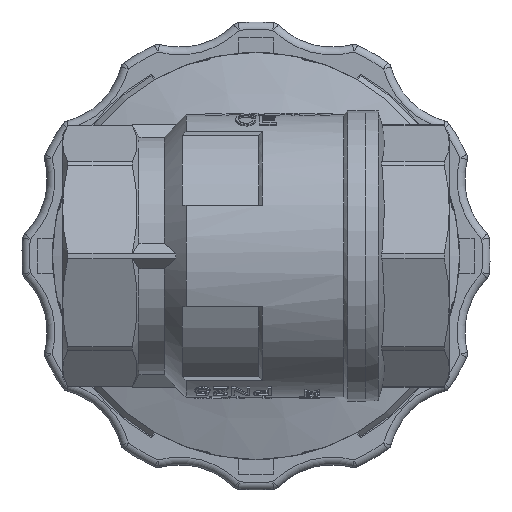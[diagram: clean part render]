
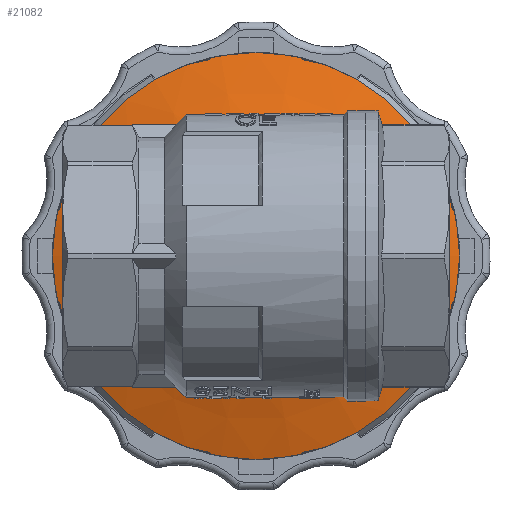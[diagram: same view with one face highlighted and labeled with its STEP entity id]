
A CAD part, front view. The second image highlights one B-rep face of the part: STEP entity #21082.
In plain terms, the highlighted conical face has half-angle 73.56 degrees and reference radius 32.375 mm.
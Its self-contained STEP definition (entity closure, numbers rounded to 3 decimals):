
#186=CONICAL_SURFACE('',#22888,32.375,1.284);
#6000=ORIENTED_EDGE('',*,*,#12035,.F.);
#6001=ORIENTED_EDGE('',*,*,#12034,.T.);
#12034=EDGE_CURVE('',#15120,#15120,#17305,.T.);
#12035=EDGE_CURVE('',#15121,#15121,#17306,.T.);
#15120=VERTEX_POINT('',#31676);
#15121=VERTEX_POINT('',#31679);
#17305=CIRCLE('',#22887,24.75);
#17306=CIRCLE('',#22889,40.);
#18099=EDGE_LOOP('',(#6000));
#18100=EDGE_LOOP('',(#6001));
#19489=FACE_BOUND('',#18099,.T.);
#19490=FACE_BOUND('',#18100,.T.);
#21082=ADVANCED_FACE('',(#19489,#19490),#186,.T.);
#22887=AXIS2_PLACEMENT_3D('',#31675,#25522,#25523);
#22888=AXIS2_PLACEMENT_3D('',#31677,#25524,#25525);
#22889=AXIS2_PLACEMENT_3D('',#31678,#25526,#25527);
#25522=DIRECTION('',(0.,1.,0.));
#25523=DIRECTION('',(1.,0.,0.));
#25524=DIRECTION('',(0.,1.,0.));
#25525=DIRECTION('',(1.,0.,0.));
#25526=DIRECTION('',(0.,1.,0.));
#25527=DIRECTION('',(-1.,0.,0.));
#31675=CARTESIAN_POINT('',(0.,43.,0.));
#31676=CARTESIAN_POINT('',(24.75,43.,0.));
#31677=CARTESIAN_POINT('',(0.,45.25,0.));
#31678=CARTESIAN_POINT('',(0.,47.5,0.));
#31679=CARTESIAN_POINT('',(-40.,47.5,0.));
